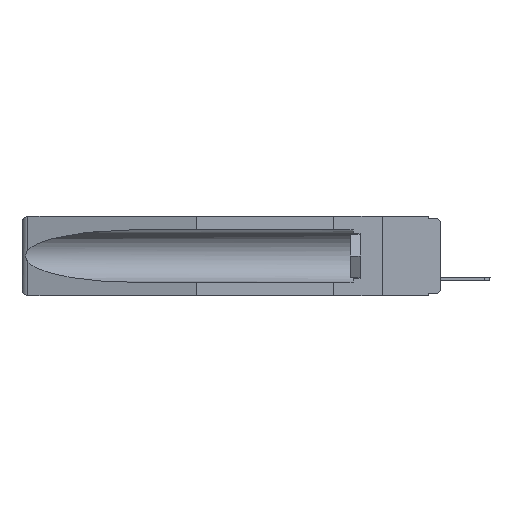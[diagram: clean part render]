
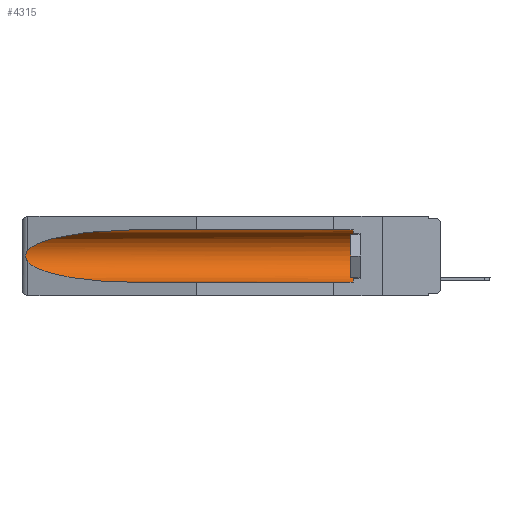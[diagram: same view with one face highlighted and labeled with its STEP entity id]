
A CAD part, left-side view. The second image highlights one B-rep face of the part: STEP entity #4315.
In plain terms, the highlighted cylindrical face has radius 2.857 mm (diameter 5.715 mm), a partial arc.
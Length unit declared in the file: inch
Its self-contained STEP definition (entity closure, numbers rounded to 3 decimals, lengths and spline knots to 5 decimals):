
#43 = FACE_OUTER_BOUND ( 'NONE', #25090, .T. ) ;
#1115 = ORIENTED_EDGE ( 'NONE', *, *, #24408, .T. ) ;
#1623 = CARTESIAN_POINT ( 'NONE',  ( 0.155, 0.126, -0.059 ) ) ;
#2054 = LINE ( 'NONE', #8841, #2345 ) ;
#2345 = VECTOR ( 'NONE', #4695, 39.37008 ) ;
#2538 = CARTESIAN_POINT ( 'NONE',  ( 0.155, 0.126, -0.1715 ) ) ;
#2727 = CARTESIAN_POINT ( 'NONE',  ( 0.26654, 1.53092, -0.15636 ) ) ;
#4315 = ADVANCED_FACE ( 'NONE', ( #43 ), #8185, .F. ) ;
#4330 = CARTESIAN_POINT ( 'NONE',  ( 0.26537, 1.52718, -0.14972 ) ) ;
#4402 = CIRCLE ( 'NONE', #25227, 0.1125 ) ;
#4438 = CARTESIAN_POINT ( 'NONE',  ( 0.155, -0.30754, -0.1715 ) ) ;
#4695 = DIRECTION ( 'NONE',  ( 0., 1., 0. ) ) ;
#4716 = EDGE_CURVE ( 'NONE', #22671, #7673, #16265, .T. ) ;
#5045 = DIRECTION ( 'NONE',  ( 0., 0., 1. ) ) ;
#5780 =( BOUNDED_CURVE ( )  B_SPLINE_CURVE ( 3, ( #14488, #24549, #22332, #12657 ),
 .UNSPECIFIED., .F., .F. ) 
 B_SPLINE_CURVE_WITH_KNOTS ( ( 4, 4 ),
 ( 4.71239, 6.08839 ),
 .UNSPECIFIED. ) 
 CURVE ( )  GEOMETRIC_REPRESENTATION_ITEM ( )  RATIONAL_B_SPLINE_CURVE ( ( 1., 0.848, 0.848, 1. ) ) 
 REPRESENTATION_ITEM ( '' )  );
#6122 = CARTESIAN_POINT ( 'NONE',  ( 0.26537, 1.52718, -0.19328 ) ) ;
#6277 = CARTESIAN_POINT ( 'NONE',  ( 0.155, 1.07973, -0.059 ) ) ;
#6379 = CARTESIAN_POINT ( 'NONE',  ( 0.26597, 1.52961, -0.15275 ) ) ;
#7306 = CARTESIAN_POINT ( 'NONE',  ( 0.155, 0.126, -0.284 ) ) ;
#7673 = VERTEX_POINT ( 'NONE', #25377 ) ;
#8082 = AXIS2_PLACEMENT_3D ( 'NONE', #4438, #14610, #8475 ) ;
#8087 = EDGE_CURVE ( 'NONE', #25931, #7673, #11708, .T. ) ;
#8185 = CYLINDRICAL_SURFACE ( 'NONE', #8082, 0.1125 ) ;
#8421 = CARTESIAN_POINT ( 'NONE',  ( 0.26537, 1.52718, -0.14972 ) ) ;
#8475 = DIRECTION ( 'NONE',  ( 0., 0., 1. ) ) ;
#8503 = ORIENTED_EDGE ( 'NONE', *, *, #9169, .T. ) ;
#8597 = CARTESIAN_POINT ( 'NONE',  ( 0.2673, 1.5327, -0.16383 ) ) ;
#8779 = CARTESIAN_POINT ( 'NONE',  ( 0.2675, 1.53308, -0.16763 ) ) ;
#8841 = CARTESIAN_POINT ( 'NONE',  ( 0.155, -0.30754, -0.059 ) ) ;
#9169 = EDGE_CURVE ( 'NONE', #25931, #24150, #4402, .T. ) ;
#10796 = CARTESIAN_POINT ( 'NONE',  ( 0.2675, 1.53308, -0.17534 ) ) ;
#10805 = B_SPLINE_CURVE_WITH_KNOTS ( 'NONE', 3,
 ( #8421, #6379, #2727, #8597, #8779, #10796, #24781, #20441, #22899, #10879 ),
 .UNSPECIFIED., .F., .F.,
 ( 4, 2, 2, 2, 4 ),
 ( 0., 0.00029, 0.00058, 0.00087, 0.00117 ),
 .UNSPECIFIED. ) ;
#10879 = CARTESIAN_POINT ( 'NONE',  ( 0.26537, 1.52718, -0.19328 ) ) ;
#11708 = LINE ( 'NONE', #22629, #25140 ) ;
#12532 = DIRECTION ( 'NONE',  ( 0., -1., 0. ) ) ;
#12657 = CARTESIAN_POINT ( 'NONE',  ( 0.26537, 1.52718, -0.14972 ) ) ;
#13212 = ORIENTED_EDGE ( 'NONE', *, *, #4716, .T. ) ;
#13302 = EDGE_CURVE ( 'NONE', #24150, #16515, #2054, .T. ) ;
#14488 = CARTESIAN_POINT ( 'NONE',  ( 0.155, 1.07973, -0.059 ) ) ;
#14610 = DIRECTION ( 'NONE',  ( 0., 1., 0. ) ) ;
#14616 = DIRECTION ( 'NONE',  ( 0., 1., 0. ) ) ;
#16062 = ORIENTED_EDGE ( 'NONE', *, *, #8087, .F. ) ;
#16156 = EDGE_CURVE ( 'NONE', #18192, #22671, #10805, .T. ) ;
#16265 =( BOUNDED_CURVE ( )  B_SPLINE_CURVE ( 3, ( #6122, #23938, #22223, #18095 ),
 .UNSPECIFIED., .F., .F. ) 
 B_SPLINE_CURVE_WITH_KNOTS ( ( 4, 4 ),
 ( 0.1948, 1.5708 ),
 .UNSPECIFIED. ) 
 CURVE ( )  GEOMETRIC_REPRESENTATION_ITEM ( )  RATIONAL_B_SPLINE_CURVE ( ( 1., 0.848, 0.848, 1. ) ) 
 REPRESENTATION_ITEM ( '' )  );
#16515 = VERTEX_POINT ( 'NONE', #6277 ) ;
#18095 = CARTESIAN_POINT ( 'NONE',  ( 0.155, 1.07973, -0.284 ) ) ;
#18192 = VERTEX_POINT ( 'NONE', #4330 ) ;
#20441 = CARTESIAN_POINT ( 'NONE',  ( 0.26655, 1.53094, -0.18657 ) ) ;
#22223 = CARTESIAN_POINT ( 'NONE',  ( 0.21114, 1.30732, -0.284 ) ) ;
#22332 = CARTESIAN_POINT ( 'NONE',  ( 0.25451, 1.48313, -0.09465 ) ) ;
#22349 = ORIENTED_EDGE ( 'NONE', *, *, #13302, .T. ) ;
#22629 = CARTESIAN_POINT ( 'NONE',  ( 0.155, -0.30754, -0.284 ) ) ;
#22671 = VERTEX_POINT ( 'NONE', #23829 ) ;
#22899 = CARTESIAN_POINT ( 'NONE',  ( 0.26597, 1.5296, -0.19026 ) ) ;
#23829 = CARTESIAN_POINT ( 'NONE',  ( 0.26537, 1.52718, -0.19328 ) ) ;
#23938 = CARTESIAN_POINT ( 'NONE',  ( 0.25451, 1.48313, -0.24835 ) ) ;
#24150 = VERTEX_POINT ( 'NONE', #1623 ) ;
#24408 = EDGE_CURVE ( 'NONE', #16515, #18192, #5780, .T. ) ;
#24549 = CARTESIAN_POINT ( 'NONE',  ( 0.21114, 1.30732, -0.059 ) ) ;
#24781 = CARTESIAN_POINT ( 'NONE',  ( 0.2673, 1.53269, -0.17917 ) ) ;
#25053 = ORIENTED_EDGE ( 'NONE', *, *, #16156, .T. ) ;
#25090 = EDGE_LOOP ( 'NONE', ( #1115, #25053, #13212, #16062, #8503, #22349 ) ) ;
#25140 = VECTOR ( 'NONE', #14616, 39.37008 ) ;
#25227 = AXIS2_PLACEMENT_3D ( 'NONE', #2538, #12532, #5045 ) ;
#25377 = CARTESIAN_POINT ( 'NONE',  ( 0.155, 1.07973, -0.284 ) ) ;
#25931 = VERTEX_POINT ( 'NONE', #7306 ) ;
